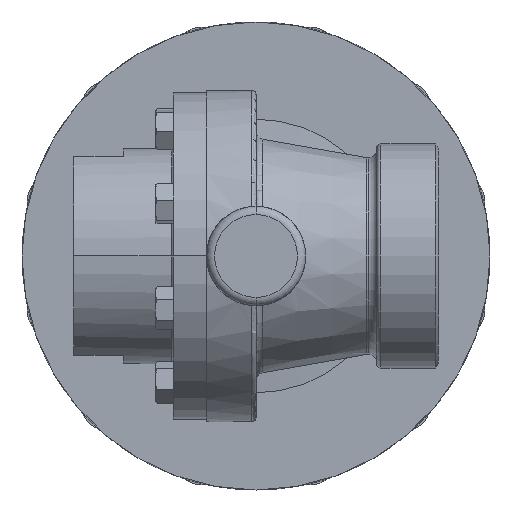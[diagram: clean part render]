
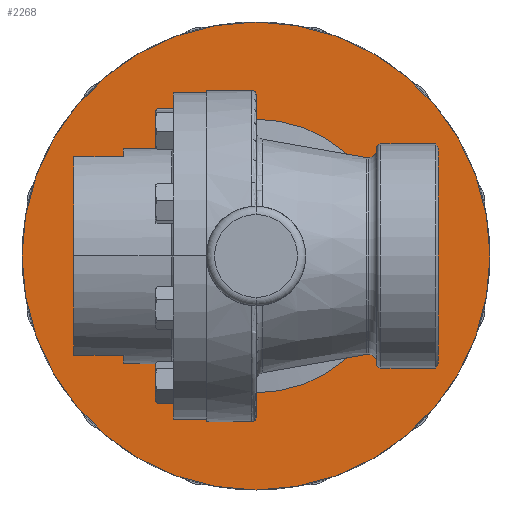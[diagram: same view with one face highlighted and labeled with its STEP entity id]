
A CAD part, front view. The second image highlights one B-rep face of the part: STEP entity #2268.
In plain terms, the highlighted planar face has unit normal (0, -1, 0).
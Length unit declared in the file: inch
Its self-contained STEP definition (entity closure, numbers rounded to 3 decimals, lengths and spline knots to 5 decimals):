
#69 = VERTEX_POINT ( 'NONE', #6917 ) ;
#936 = CIRCLE ( 'NONE', #6786, 2.06306 ) ;
#1620 = ORIENTED_EDGE ( 'NONE', *, *, #3354, .F. ) ;
#1657 = CARTESIAN_POINT ( 'NONE',  ( 2.06306, 3., 0. ) ) ;
#1710 = ORIENTED_EDGE ( 'NONE', *, *, #10852, .F. ) ;
#2250 = CARTESIAN_POINT ( 'NONE',  ( 0., 3., 0. ) ) ;
#2268 = ADVANCED_FACE ( 'NONE', ( #12418, #4218 ), #5221, .T. ) ;
#2532 = AXIS2_PLACEMENT_3D ( 'NONE', #1657, #10188, #2860 ) ;
#2767 = EDGE_CURVE ( 'NONE', #69, #15105, #936, .T. ) ;
#2860 = DIRECTION ( 'NONE',  ( 0., 0., -1. ) ) ;
#3354 = EDGE_CURVE ( 'NONE', #8524, #13603, #10299, .T. ) ;
#3371 = CIRCLE ( 'NONE', #15048, 2.06306 ) ;
#3404 = ORIENTED_EDGE ( 'NONE', *, *, #9174, .F. ) ;
#3462 = DIRECTION ( 'NONE',  ( 0., 0., -1. ) ) ;
#4043 = CARTESIAN_POINT ( 'NONE',  ( 0., 3., 0. ) ) ;
#4218 = FACE_BOUND ( 'NONE', #14603, .T. ) ;
#4963 = CARTESIAN_POINT ( 'NONE',  ( 0., 3., 0. ) ) ;
#5221 = PLANE ( 'NONE',  #2532 ) ;
#5260 = DIRECTION ( 'NONE',  ( 0., 0., -1. ) ) ;
#5261 = EDGE_LOOP ( 'NONE', ( #3404, #1620 ) ) ;
#5306 = DIRECTION ( 'NONE',  ( 0., 1., 0. ) ) ;
#6170 = DIRECTION ( 'NONE',  ( 0., 0., -1. ) ) ;
#6766 = CARTESIAN_POINT ( 'NONE',  ( 0., 3., 3.53 ) ) ;
#6786 = AXIS2_PLACEMENT_3D ( 'NONE', #4963, #13470, #6170 ) ;
#6917 = CARTESIAN_POINT ( 'NONE',  ( 0., 3., -2.06306 ) ) ;
#8128 = CARTESIAN_POINT ( 'NONE',  ( 0., 3., 2.06306 ) ) ;
#8284 = ORIENTED_EDGE ( 'NONE', *, *, #2767, .F. ) ;
#8524 = VERTEX_POINT ( 'NONE', #13925 ) ;
#9174 = EDGE_CURVE ( 'NONE', #13603, #8524, #12306, .T. ) ;
#10188 = DIRECTION ( 'NONE',  ( 0., -1., 0. ) ) ;
#10299 = CIRCLE ( 'NONE', #13695, 3.53 ) ;
#10459 = AXIS2_PLACEMENT_3D ( 'NONE', #12606, #5306, #13812 ) ;
#10792 = DIRECTION ( 'NONE',  ( 0., -1., 0. ) ) ;
#10852 = EDGE_CURVE ( 'NONE', #15105, #69, #3371, .T. ) ;
#12306 = CIRCLE ( 'NONE', #10459, 3.53 ) ;
#12418 = FACE_OUTER_BOUND ( 'NONE', #5261, .T. ) ;
#12560 = DIRECTION ( 'NONE',  ( 0., 1., 0. ) ) ;
#12606 = CARTESIAN_POINT ( 'NONE',  ( 0., 3., 0. ) ) ;
#13470 = DIRECTION ( 'NONE',  ( 0., -1., 0. ) ) ;
#13603 = VERTEX_POINT ( 'NONE', #6766 ) ;
#13695 = AXIS2_PLACEMENT_3D ( 'NONE', #4043, #12560, #5260 ) ;
#13812 = DIRECTION ( 'NONE',  ( 0., 0., -1. ) ) ;
#13925 = CARTESIAN_POINT ( 'NONE',  ( 0., 3., -3.53 ) ) ;
#14603 = EDGE_LOOP ( 'NONE', ( #1710, #8284 ) ) ;
#15048 = AXIS2_PLACEMENT_3D ( 'NONE', #2250, #10792, #3462 ) ;
#15105 = VERTEX_POINT ( 'NONE', #8128 ) ;
